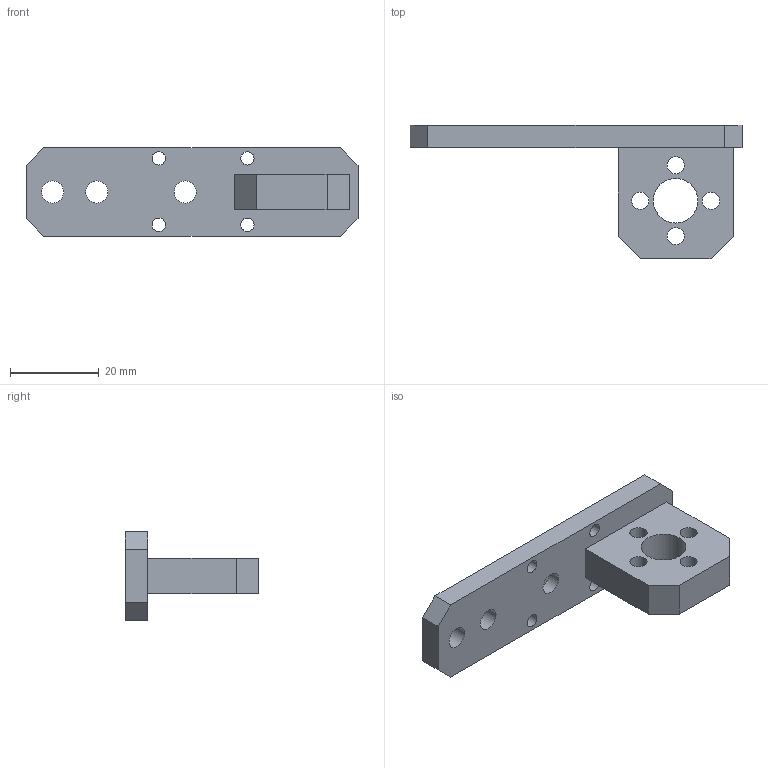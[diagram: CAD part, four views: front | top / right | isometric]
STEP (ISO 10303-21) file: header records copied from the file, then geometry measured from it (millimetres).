
FILE_DESCRIPTION(/* description */ (''),/* implementation_level */ '2;1');
FILE_NAME(/* name */ 'X to Z Mount (Lead Screw).step',/* time_stamp */ '2025-03-30T17:17:51-04:00',/* author */ (''),/* organization */ (''),/* preprocessor_version */ 'ST-DEVELOPER v20.1',/* originating_system */ 'Autodesk Translation Framework v14.4.0.0',/* authorisation */ '');
FILE_SCHEMA (('AUTOMOTIVE_DESIGN { 1 0 10303 214 3 1 1 }'));
Length unit declared in the file: millimetre
Products named in the file (1): X to Z Mount (LN)
Bounding box: 75 x 30.1 x 20 mm (x, y, z)
Volume: 10860.4 mm3; surface area: 6076.7 mm2
Topology: 1 solids, 1 shells, 30 faces, 80 edges, 53 vertices
Faces by surface type: plane 17, cylinder 12, cone 1
Full cylindrical faces by diameter (mm): 3.029 x4, 3.9 x4, 5 x3, 10.096 x1
Entity records: 1011 total; most frequent: DIRECTION 167, CARTESIAN_POINT 164, ORIENTED_EDGE 160, EDGE_CURVE 80, AXIS2_PLACEMENT_3D 56, EDGE_LOOP 55, LINE 55, VECTOR 55
